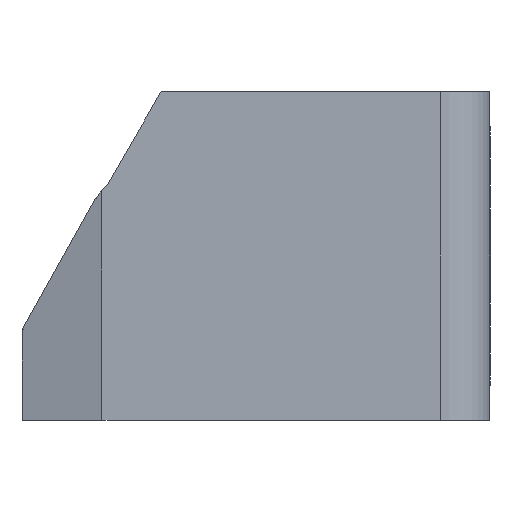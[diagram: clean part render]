
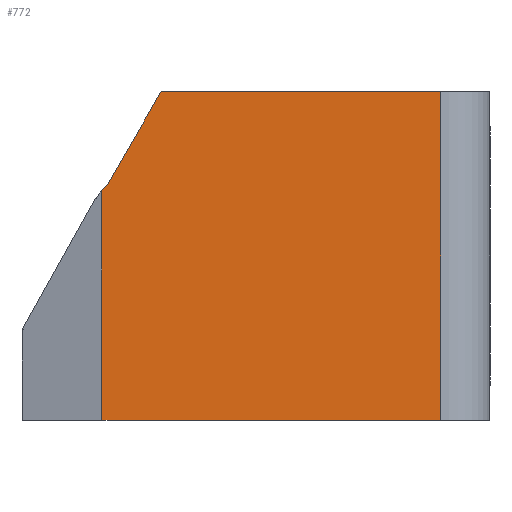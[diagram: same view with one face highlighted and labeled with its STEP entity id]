
A CAD part, left-side view. The second image highlights one B-rep face of the part: STEP entity #772.
In plain terms, the highlighted planar face has unit normal (-1, 0, 0).
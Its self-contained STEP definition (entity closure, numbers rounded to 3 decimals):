
#46 = B_SPLINE_CURVE_WITH_KNOTS ( 'NONE', 3,
 ( #982, #1134, #1774, #335 ),
 .UNSPECIFIED., .F., .F.,
 ( 4, 4 ),
 ( 0.01, 0.011 ),
 .UNSPECIFIED. ) ;
#48 = FACE_OUTER_BOUND ( 'NONE', #2019, .T. ) ;
#52 = EDGE_CURVE ( 'NONE', #1594, #756, #46, .T. ) ;
#61 = CARTESIAN_POINT ( 'NONE',  ( -97.5, 0., 20. ) ) ;
#62 = ORIENTED_EDGE ( 'NONE', *, *, #1274, .F. ) ;
#116 = AXIS2_PLACEMENT_3D ( 'NONE', #529, #346, #1642 ) ;
#123 = VERTEX_POINT ( 'NONE', #1806 ) ;
#289 = VECTOR ( 'NONE', #764, 1000. ) ;
#317 = LINE ( 'NONE', #1101, #1364 ) ;
#335 = CARTESIAN_POINT ( 'NONE',  ( -97.5, 47.3, 7.93 ) ) ;
#346 = DIRECTION ( 'NONE',  ( -1., 0., 0. ) ) ;
#362 = CARTESIAN_POINT ( 'NONE',  ( -97.5, 47.3, 7.93 ) ) ;
#404 = CARTESIAN_POINT ( 'NONE',  ( -97.5, 0., -20. ) ) ;
#515 = LINE ( 'NONE', #528, #1693 ) ;
#527 = LINE ( 'NONE', #1817, #1796 ) ;
#528 = CARTESIAN_POINT ( 'NONE',  ( -97.5, 56.807, -9. ) ) ;
#529 = CARTESIAN_POINT ( 'NONE',  ( -97.5, 0., 20. ) ) ;
#566 = CARTESIAN_POINT ( 'NONE',  ( -97.5, 46.51, 8.835 ) ) ;
#756 = VERTEX_POINT ( 'NONE', #362 ) ;
#764 = DIRECTION ( 'NONE',  ( 0., 1., 0. ) ) ;
#772 = ADVANCED_FACE ( 'NONE', ( #48 ), #1498, .T. ) ;
#803 = ORIENTED_EDGE ( 'NONE', *, *, #1279, .F. ) ;
#876 = CARTESIAN_POINT ( 'NONE',  ( -97.5, 6., -20. ) ) ;
#888 = LINE ( 'NONE', #404, #289 ) ;
#920 = VERTEX_POINT ( 'NONE', #1420 ) ;
#954 = EDGE_CURVE ( 'NONE', #1655, #756, #317, .T. ) ;
#982 = CARTESIAN_POINT ( 'NONE',  ( -97.5, 46.51, 8.835 ) ) ;
#1046 = CARTESIAN_POINT ( 'NONE',  ( -97.5, 0., -20. ) ) ;
#1051 = VERTEX_POINT ( 'NONE', #1748 ) ;
#1076 = DIRECTION ( 'NONE',  ( 0., 1., 0. ) ) ;
#1080 = EDGE_CURVE ( 'NONE', #920, #1759, #527, .T. ) ;
#1101 = CARTESIAN_POINT ( 'NONE',  ( -97.5, 47.3, 20. ) ) ;
#1134 = CARTESIAN_POINT ( 'NONE',  ( -97.5, 46.773, 8.532 ) ) ;
#1170 = ORIENTED_EDGE ( 'NONE', *, *, #1779, .T. ) ;
#1271 = VECTOR ( 'NONE', #1871, 1000. ) ;
#1274 = EDGE_CURVE ( 'NONE', #123, #1655, #888, .T. ) ;
#1279 = EDGE_CURVE ( 'NONE', #1759, #123, #2049, .T. ) ;
#1364 = VECTOR ( 'NONE', #1906, 1000. ) ;
#1420 = CARTESIAN_POINT ( 'NONE',  ( -97.5, 6., 20. ) ) ;
#1498 = PLANE ( 'NONE',  #116 ) ;
#1513 = LINE ( 'NONE', #61, #1271 ) ;
#1519 = ORIENTED_EDGE ( 'NONE', *, *, #52, .T. ) ;
#1594 = VERTEX_POINT ( 'NONE', #566 ) ;
#1642 = DIRECTION ( 'NONE',  ( 0., 0., 1. ) ) ;
#1655 = VERTEX_POINT ( 'NONE', #1850 ) ;
#1693 = VECTOR ( 'NONE', #1808, 1000. ) ;
#1734 = VECTOR ( 'NONE', #1076, 1000. ) ;
#1748 = CARTESIAN_POINT ( 'NONE',  ( -97.5, 40.064, 20. ) ) ;
#1759 = VERTEX_POINT ( 'NONE', #876 ) ;
#1774 = CARTESIAN_POINT ( 'NONE',  ( -97.5, 47.035, 8.23 ) ) ;
#1779 = EDGE_CURVE ( 'NONE', #920, #1051, #1513, .T. ) ;
#1786 = ORIENTED_EDGE ( 'NONE', *, *, #1080, .F. ) ;
#1796 = VECTOR ( 'NONE', #1807, 1000. ) ;
#1806 = CARTESIAN_POINT ( 'NONE',  ( -97.5, 46.51, -20. ) ) ;
#1807 = DIRECTION ( 'NONE',  ( 0., 0., -1. ) ) ;
#1808 = DIRECTION ( 'NONE',  ( 0., 0.5, -0.866 ) ) ;
#1817 = CARTESIAN_POINT ( 'NONE',  ( -97.5, 6., 20. ) ) ;
#1850 = CARTESIAN_POINT ( 'NONE',  ( -97.5, 47.3, -20. ) ) ;
#1871 = DIRECTION ( 'NONE',  ( 0., 1., 0. ) ) ;
#1891 = ORIENTED_EDGE ( 'NONE', *, *, #954, .F. ) ;
#1906 = DIRECTION ( 'NONE',  ( 0., 0., 1. ) ) ;
#1986 = ORIENTED_EDGE ( 'NONE', *, *, #2021, .T. ) ;
#2019 = EDGE_LOOP ( 'NONE', ( #1986, #1519, #1891, #62, #803, #1786, #1170 ) ) ;
#2021 = EDGE_CURVE ( 'NONE', #1051, #1594, #515, .T. ) ;
#2049 = LINE ( 'NONE', #1046, #1734 ) ;
